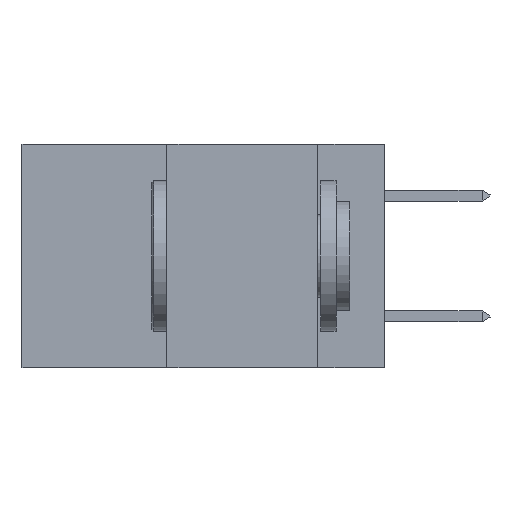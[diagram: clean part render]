
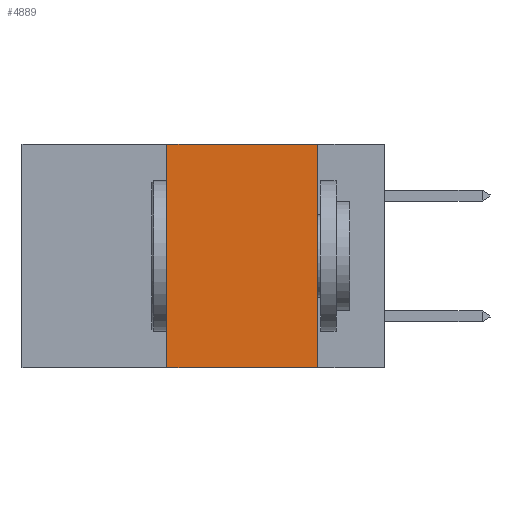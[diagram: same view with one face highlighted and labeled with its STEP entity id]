
A CAD part, left-side view. The second image highlights one B-rep face of the part: STEP entity #4889.
In plain terms, the highlighted planar face has unit normal (-1, 0, 0).
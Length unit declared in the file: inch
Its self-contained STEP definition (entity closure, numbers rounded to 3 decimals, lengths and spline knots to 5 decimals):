
#174 = LINE ( 'NONE', #18143, #23934 ) ;
#501 = DIRECTION ( 'NONE',  ( 0., -1., 0. ) ) ;
#1196 = LINE ( 'NONE', #22233, #4256 ) ;
#1298 = EDGE_CURVE ( 'NONE', #1563, #28763, #7971, .T. ) ;
#1465 = LINE ( 'NONE', #1502, #27125 ) ;
#1502 = CARTESIAN_POINT ( 'NONE',  ( 0., 0.36, 0. ) ) ;
#1563 = VERTEX_POINT ( 'NONE', #20033 ) ;
#4256 = VECTOR ( 'NONE', #501, 39.37008 ) ;
#4889 = ADVANCED_FACE ( 'NONE', ( #22080 ), #25955, .F. ) ;
#6096 = CARTESIAN_POINT ( 'NONE',  ( 0., 0.11, -0.37 ) ) ;
#7134 = ORIENTED_EDGE ( 'NONE', *, *, #21921, .F. ) ;
#7971 = LINE ( 'NONE', #11694, #20035 ) ;
#8804 = ORIENTED_EDGE ( 'NONE', *, *, #26214, .F. ) ;
#9424 = CARTESIAN_POINT ( 'NONE',  ( 0., 0.6, 0. ) ) ;
#11168 = VERTEX_POINT ( 'NONE', #6096 ) ;
#11663 = CARTESIAN_POINT ( 'NONE',  ( 0., 0.36, -0.37 ) ) ;
#11694 = CARTESIAN_POINT ( 'NONE',  ( 0., 0.6, 0. ) ) ;
#11907 = ORIENTED_EDGE ( 'NONE', *, *, #1298, .F. ) ;
#12608 = VERTEX_POINT ( 'NONE', #11663 ) ;
#13925 = DIRECTION ( 'NONE',  ( 0., -1., 0. ) ) ;
#15193 = EDGE_CURVE ( 'NONE', #12608, #11168, #1196, .T. ) ;
#15302 = EDGE_LOOP ( 'NONE', ( #8804, #11907, #7134, #22289 ) ) ;
#16581 = DIRECTION ( 'NONE',  ( 0., 0., -1. ) ) ;
#18143 = CARTESIAN_POINT ( 'NONE',  ( 0., 0.11, 0. ) ) ;
#19983 = AXIS2_PLACEMENT_3D ( 'NONE', #9424, #26058, #16581 ) ;
#20033 = CARTESIAN_POINT ( 'NONE',  ( 0., 0.36, 0. ) ) ;
#20035 = VECTOR ( 'NONE', #13925, 39.37008 ) ;
#21921 = EDGE_CURVE ( 'NONE', #12608, #1563, #1465, .T. ) ;
#22080 = FACE_OUTER_BOUND ( 'NONE', #15302, .T. ) ;
#22233 = CARTESIAN_POINT ( 'NONE',  ( 0., 0.6, -0.37 ) ) ;
#22289 = ORIENTED_EDGE ( 'NONE', *, *, #15193, .T. ) ;
#23934 = VECTOR ( 'NONE', #27851, 39.37008 ) ;
#25955 = PLANE ( 'NONE',  #19983 ) ;
#26058 = DIRECTION ( 'NONE',  ( 1., 0., 0. ) ) ;
#26214 = EDGE_CURVE ( 'NONE', #28763, #11168, #174, .T. ) ;
#27022 = CARTESIAN_POINT ( 'NONE',  ( 0., 0.11, 0. ) ) ;
#27125 = VECTOR ( 'NONE', #30191, 39.37008 ) ;
#27851 = DIRECTION ( 'NONE',  ( 0., 0., -1. ) ) ;
#28763 = VERTEX_POINT ( 'NONE', #27022 ) ;
#30191 = DIRECTION ( 'NONE',  ( 0., 0., 1. ) ) ;
